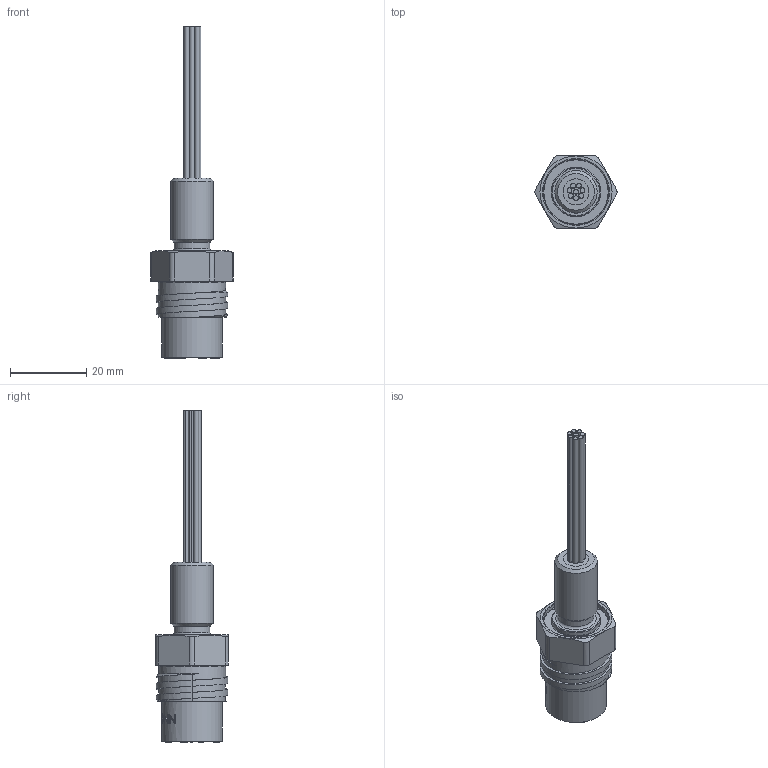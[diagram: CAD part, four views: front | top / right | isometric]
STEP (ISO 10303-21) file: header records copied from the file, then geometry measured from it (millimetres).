
FILE_DESCRIPTION(/* description */ (''),/* implementation_level */ '2;1');
FILE_NAME(/* name */ 'MCBH8F.stp',/* time_stamp */ '2024-01-10T11:31:52+01:00',/* author */ ('sh'),/* organization */ (''),/* preprocessor_version */ 'ST-DEVELOPER v19.2',/* originating_system */ 'Autodesk Inventor 2023',/* authorisation */ '');
FILE_SCHEMA (('AUTOMOTIVE_DESIGN { 1 0 10303 214 3 1 1 }'));
Length unit declared in the file: millimetre
Products named in the file (1): Part23
Bounding box: 21.53 x 19.05 x 87.02 mm (x, y, z)
Volume: 8276.9 mm3; surface area: 5670.2 mm2
Topology: 1 solids, 9 shells, 615 faces, 1635 edges, 1083 vertices
Faces by surface type: plane 262, bspline 112, cylinder 102, torus 94, cone 45
Full cylindrical faces by diameter (mm): 1.27 x6, 2.037 x8, 2.057 x8, 2.743 x8, 3.175 x40, 9.398 x1, 11.113 x1, 12.7 x1, 15.875 x1, 17.12 x1, 17.577 x3, 18.796 x1
Entity records: 34388 total; most frequent: CARTESIAN_POINT 18592, ORIENTED_EDGE 3270, DIRECTION 2990, EDGE_CURVE 1635, AXIS2_PLACEMENT_3D 1158, VERTEX_POINT 1083, EDGE_LOOP 676, LINE 674
